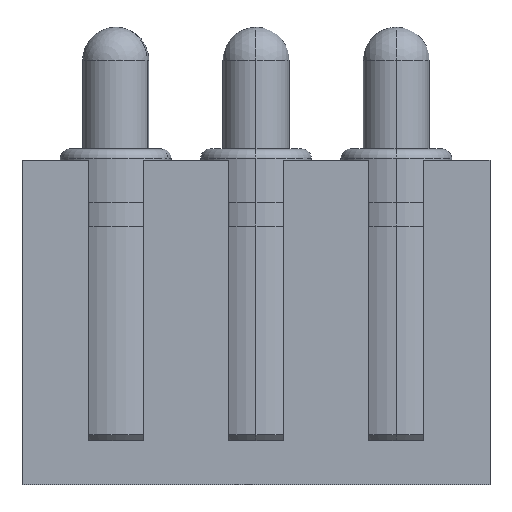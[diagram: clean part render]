
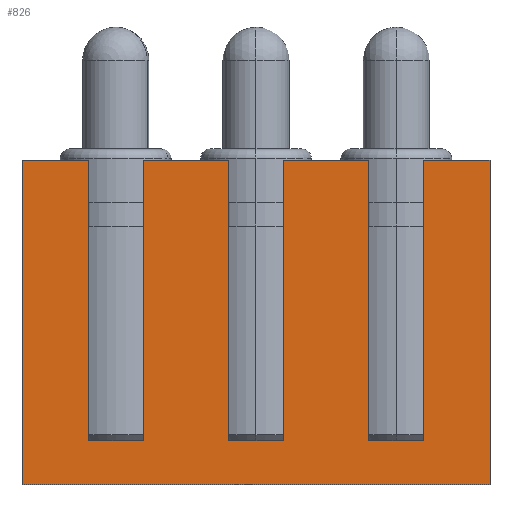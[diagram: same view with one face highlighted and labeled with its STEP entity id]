
A CAD part, front view. The second image highlights one B-rep face of the part: STEP entity #826.
In plain terms, the highlighted planar face has unit normal (0, -1, 0).
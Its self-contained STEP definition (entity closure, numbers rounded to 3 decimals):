
#11 = VECTOR ( 'NONE', #856, 1000. ) ;
#14 = VERTEX_POINT ( 'NONE', #1055 ) ;
#20 = LINE ( 'NONE', #647, #385 ) ;
#34 = CARTESIAN_POINT ( 'NONE',  ( 0., -1.7, 4.4 ) ) ;
#40 = DIRECTION ( 'NONE',  ( 0., 0., -1. ) ) ;
#41 = ORIENTED_EDGE ( 'NONE', *, *, #607, .F. ) ;
#49 = CARTESIAN_POINT ( 'NONE',  ( 0.896, -1.7, 0.6 ) ) ;
#76 = VERTEX_POINT ( 'NONE', #363 ) ;
#78 = ORIENTED_EDGE ( 'NONE', *, *, #943, .F. ) ;
#80 = CARTESIAN_POINT ( 'NONE',  ( 2.796, -1.7, 0.6 ) ) ;
#96 = VERTEX_POINT ( 'NONE', #1030 ) ;
#114 = CARTESIAN_POINT ( 'NONE',  ( 1.644, -1.7, 0.6 ) ) ;
#116 = VERTEX_POINT ( 'NONE', #209 ) ;
#117 = DIRECTION ( 'NONE',  ( 0., 0., 1. ) ) ;
#121 = LINE ( 'NONE', #934, #670 ) ;
#129 = VECTOR ( 'NONE', #965, 1000. ) ;
#136 = LINE ( 'NONE', #1131, #855 ) ;
#193 = CARTESIAN_POINT ( 'NONE',  ( 5.444, -1.7, 4.4 ) ) ;
#197 = EDGE_CURVE ( 'NONE', #866, #530, #589, .T. ) ;
#208 = ORIENTED_EDGE ( 'NONE', *, *, #404, .T. ) ;
#209 = CARTESIAN_POINT ( 'NONE',  ( 2.796, -1.7, 4.4 ) ) ;
#211 = DIRECTION ( 'NONE',  ( 1., 0., 0. ) ) ;
#226 = VECTOR ( 'NONE', #342, 1000. ) ;
#233 = ORIENTED_EDGE ( 'NONE', *, *, #1005, .F. ) ;
#245 = EDGE_CURVE ( 'NONE', #397, #530, #136, .T. ) ;
#270 = DIRECTION ( 'NONE',  ( 0., 0., 1. ) ) ;
#274 = EDGE_CURVE ( 'NONE', #866, #791, #1151, .T. ) ;
#291 = ORIENTED_EDGE ( 'NONE', *, *, #922, .T. ) ;
#293 = DIRECTION ( 'NONE',  ( 1., 0., 0. ) ) ;
#306 = CARTESIAN_POINT ( 'NONE',  ( 4.696, -1.7, 0.6 ) ) ;
#309 = LINE ( 'NONE', #936, #691 ) ;
#310 = CARTESIAN_POINT ( 'NONE',  ( 4.696, -1.7, 4.4 ) ) ;
#342 = DIRECTION ( 'NONE',  ( 0., 0., -1. ) ) ;
#363 = CARTESIAN_POINT ( 'NONE',  ( 0., -1.7, 0. ) ) ;
#371 = VECTOR ( 'NONE', #293, 1000. ) ;
#383 = DIRECTION ( 'NONE',  ( 1., 0., 0. ) ) ;
#385 = VECTOR ( 'NONE', #1026, 1000. ) ;
#396 = ORIENTED_EDGE ( 'NONE', *, *, #977, .T. ) ;
#397 = VERTEX_POINT ( 'NONE', #720 ) ;
#400 = LINE ( 'NONE', #306, #11 ) ;
#404 = EDGE_CURVE ( 'NONE', #478, #501, #891, .T. ) ;
#461 = DIRECTION ( 'NONE',  ( 0., 1., 0. ) ) ;
#463 = CARTESIAN_POINT ( 'NONE',  ( 0.896, -1.7, 0.6 ) ) ;
#478 = VERTEX_POINT ( 'NONE', #193 ) ;
#480 = AXIS2_PLACEMENT_3D ( 'NONE', #533, #461, #270 ) ;
#489 = DIRECTION ( 'NONE',  ( 1., 0., 0. ) ) ;
#490 = LINE ( 'NONE', #864, #525 ) ;
#501 = VERTEX_POINT ( 'NONE', #556 ) ;
#511 = CARTESIAN_POINT ( 'NONE',  ( 0., -1.7, 0.6 ) ) ;
#525 = VECTOR ( 'NONE', #40, 1000. ) ;
#530 = VERTEX_POINT ( 'NONE', #564 ) ;
#533 = CARTESIAN_POINT ( 'NONE',  ( 0., -1.7, 4.4 ) ) ;
#548 = ORIENTED_EDGE ( 'NONE', *, *, #926, .T. ) ;
#556 = CARTESIAN_POINT ( 'NONE',  ( 5.444, -1.7, 0.6 ) ) ;
#564 = CARTESIAN_POINT ( 'NONE',  ( 0.896, -1.7, 4.4 ) ) ;
#572 = ORIENTED_EDGE ( 'NONE', *, *, #956, .F. ) ;
#584 = DIRECTION ( 'NONE',  ( 0., 0., 1. ) ) ;
#588 = EDGE_CURVE ( 'NONE', #14, #116, #121, .T. ) ;
#589 = LINE ( 'NONE', #49, #929 ) ;
#594 = ORIENTED_EDGE ( 'NONE', *, *, #722, .T. ) ;
#599 = CARTESIAN_POINT ( 'NONE',  ( 6.34, -1.7, 4.4 ) ) ;
#607 = EDGE_CURVE ( 'NONE', #741, #1098, #1037, .T. ) ;
#614 = VECTOR ( 'NONE', #755, 1000. ) ;
#617 = FACE_OUTER_BOUND ( 'NONE', #677, .T. ) ;
#629 = DIRECTION ( 'NONE',  ( 1., 0., 0. ) ) ;
#639 = VERTEX_POINT ( 'NONE', #781 ) ;
#644 = CARTESIAN_POINT ( 'NONE',  ( 0., -1.7, 0.6 ) ) ;
#647 = CARTESIAN_POINT ( 'NONE',  ( 0., -1.7, 0. ) ) ;
#654 = LINE ( 'NONE', #1031, #1022 ) ;
#656 = LINE ( 'NONE', #114, #614 ) ;
#662 = CARTESIAN_POINT ( 'NONE',  ( 0., -1.7, 4.4 ) ) ;
#663 = DIRECTION ( 'NONE',  ( 0., 0., -1. ) ) ;
#670 = VECTOR ( 'NONE', #383, 1000. ) ;
#677 = EDGE_LOOP ( 'NONE', ( #78, #548, #773, #883, #1076, #989, #995, #1130, #291, #41, #840, #208, #572, #396, #233, #594 ) ) ;
#691 = VECTOR ( 'NONE', #117, 1000. ) ;
#696 = VECTOR ( 'NONE', #663, 1000. ) ;
#702 = LINE ( 'NONE', #34, #1087 ) ;
#710 = EDGE_CURVE ( 'NONE', #397, #76, #702, .T. ) ;
#716 = PLANE ( 'NONE',  #480 ) ;
#720 = CARTESIAN_POINT ( 'NONE',  ( 0., -1.7, 4.4 ) ) ;
#722 = EDGE_CURVE ( 'NONE', #639, #1145, #490, .T. ) ;
#737 = CARTESIAN_POINT ( 'NONE',  ( 1.644, -1.7, 0.6 ) ) ;
#741 = VERTEX_POINT ( 'NONE', #788 ) ;
#755 = DIRECTION ( 'NONE',  ( 0., 0., -1. ) ) ;
#763 = LINE ( 'NONE', #662, #832 ) ;
#773 = ORIENTED_EDGE ( 'NONE', *, *, #588, .F. ) ;
#780 = VERTEX_POINT ( 'NONE', #80 ) ;
#781 = CARTESIAN_POINT ( 'NONE',  ( 3.544, -1.7, 4.4 ) ) ;
#788 = CARTESIAN_POINT ( 'NONE',  ( 6.34, -1.7, 4.4 ) ) ;
#791 = VERTEX_POINT ( 'NONE', #737 ) ;
#820 = EDGE_CURVE ( 'NONE', #478, #741, #1175, .T. ) ;
#826 = ADVANCED_FACE ( 'NONE', ( #617 ), #716, .F. ) ;
#832 = VECTOR ( 'NONE', #489, 1000. ) ;
#840 = ORIENTED_EDGE ( 'NONE', *, *, #820, .F. ) ;
#855 = VECTOR ( 'NONE', #1146, 1000. ) ;
#856 = DIRECTION ( 'NONE',  ( 0., 0., 1. ) ) ;
#864 = CARTESIAN_POINT ( 'NONE',  ( 3.544, -1.7, 0.6 ) ) ;
#866 = VERTEX_POINT ( 'NONE', #463 ) ;
#881 = CARTESIAN_POINT ( 'NONE',  ( 3.544, -1.7, 0.6 ) ) ;
#883 = ORIENTED_EDGE ( 'NONE', *, *, #1021, .T. ) ;
#891 = LINE ( 'NONE', #905, #226 ) ;
#905 = CARTESIAN_POINT ( 'NONE',  ( 5.444, -1.7, 0.6 ) ) ;
#922 = EDGE_CURVE ( 'NONE', #76, #1098, #20, .T. ) ;
#926 = EDGE_CURVE ( 'NONE', #780, #116, #309, .T. ) ;
#929 = VECTOR ( 'NONE', #584, 1000. ) ;
#934 = CARTESIAN_POINT ( 'NONE',  ( 0., -1.7, 4.4 ) ) ;
#936 = CARTESIAN_POINT ( 'NONE',  ( 2.796, -1.7, 0.6 ) ) ;
#943 = EDGE_CURVE ( 'NONE', #780, #1145, #654, .T. ) ;
#956 = EDGE_CURVE ( 'NONE', #96, #501, #1116, .T. ) ;
#965 = DIRECTION ( 'NONE',  ( 1., 0., 0. ) ) ;
#977 = EDGE_CURVE ( 'NONE', #96, #993, #400, .T. ) ;
#989 = ORIENTED_EDGE ( 'NONE', *, *, #197, .T. ) ;
#993 = VERTEX_POINT ( 'NONE', #310 ) ;
#995 = ORIENTED_EDGE ( 'NONE', *, *, #245, .F. ) ;
#1005 = EDGE_CURVE ( 'NONE', #639, #993, #763, .T. ) ;
#1021 = EDGE_CURVE ( 'NONE', #14, #791, #656, .T. ) ;
#1022 = VECTOR ( 'NONE', #211, 1000. ) ;
#1026 = DIRECTION ( 'NONE',  ( 1., 0., 0. ) ) ;
#1028 = CARTESIAN_POINT ( 'NONE',  ( 6.34, -1.7, 0. ) ) ;
#1030 = CARTESIAN_POINT ( 'NONE',  ( 4.696, -1.7, 0.6 ) ) ;
#1031 = CARTESIAN_POINT ( 'NONE',  ( 0., -1.7, 0.6 ) ) ;
#1037 = LINE ( 'NONE', #599, #696 ) ;
#1055 = CARTESIAN_POINT ( 'NONE',  ( 1.644, -1.7, 4.4 ) ) ;
#1076 = ORIENTED_EDGE ( 'NONE', *, *, #274, .F. ) ;
#1077 = DIRECTION ( 'NONE',  ( 0., 0., -1. ) ) ;
#1087 = VECTOR ( 'NONE', #1077, 1000. ) ;
#1098 = VERTEX_POINT ( 'NONE', #1028 ) ;
#1102 = VECTOR ( 'NONE', #629, 1000. ) ;
#1116 = LINE ( 'NONE', #644, #371 ) ;
#1130 = ORIENTED_EDGE ( 'NONE', *, *, #710, .T. ) ;
#1131 = CARTESIAN_POINT ( 'NONE',  ( 0., -1.7, 4.4 ) ) ;
#1145 = VERTEX_POINT ( 'NONE', #881 ) ;
#1146 = DIRECTION ( 'NONE',  ( 1., 0., 0. ) ) ;
#1151 = LINE ( 'NONE', #511, #129 ) ;
#1175 = LINE ( 'NONE', #1182, #1102 ) ;
#1182 = CARTESIAN_POINT ( 'NONE',  ( 0., -1.7, 4.4 ) ) ;
